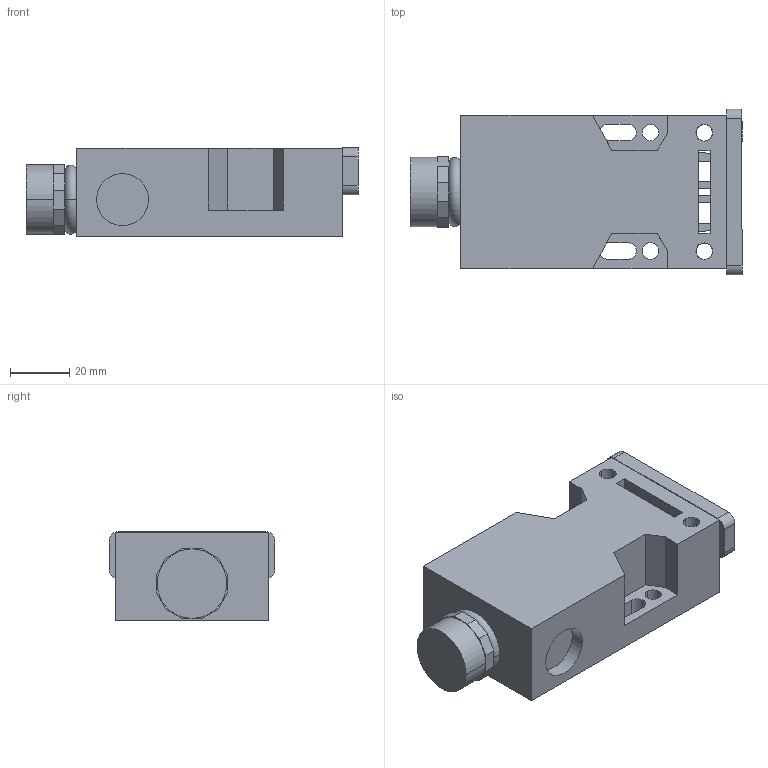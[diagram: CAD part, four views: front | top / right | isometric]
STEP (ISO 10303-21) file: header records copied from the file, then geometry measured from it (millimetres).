
FILE_DESCRIPTION((''),'2;1');
FILE_NAME('13AC7600.stp','2015-07-14T14:03:00',(''),(''),'Mechanical Desktop 2011','Mechanical Desktop 2011',', , ');
FILE_SCHEMA(('AUTOMOTIVE_DESIGN { 1 2 10303 214 1 1 1 1 }'));
Length unit declared in the file: inch
Products named in the file (1): Product
Bounding box: 112.24 x 56.06 x 30.04 mm (x, y, z)
Volume: 127276.7 mm3; surface area: 30414.1 mm2
Topology: 2 solids, 2 shells, 179 faces, 479 edges, 300 vertices
Faces by surface type: plane 103, cylinder 72, torus 4
Entity records: 5690 total; most frequent: DIRECTION 993, CARTESIAN_POINT 960, ORIENTED_EDGE 956, EDGE_CURVE 478, AXIS2_PLACEMENT_3D 332, VECTOR 329, LINE 329, VERTEX_POINT 298
